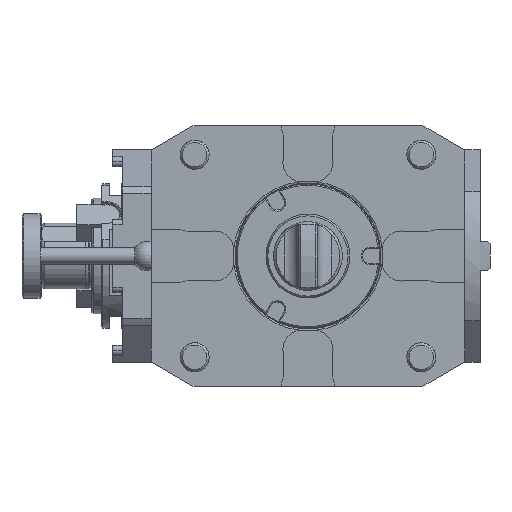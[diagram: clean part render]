
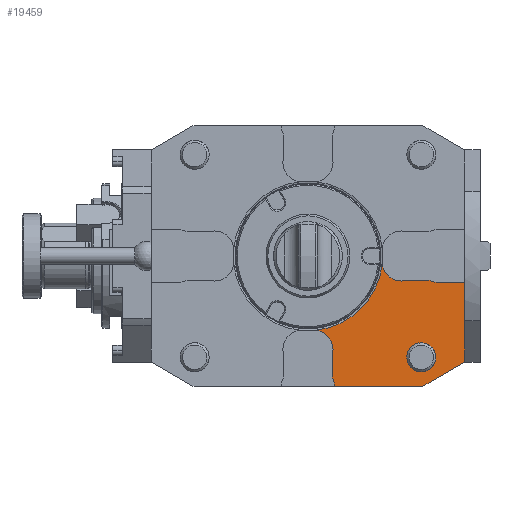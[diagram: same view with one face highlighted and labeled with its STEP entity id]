
A CAD part, front view. The second image highlights one B-rep face of the part: STEP entity #19459.
In plain terms, the highlighted planar face has unit normal (0, -1, 0).
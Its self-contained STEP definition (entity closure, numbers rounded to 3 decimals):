
#118 = EDGE_CURVE ( 'NONE', #6152, #19583, #3671, .T. ) ;
#1031 = ORIENTED_EDGE ( 'NONE', *, *, #17650, .F. ) ;
#1897 = CARTESIAN_POINT ( 'NONE',  ( 10., 43., -41.248 ) ) ;
#2161 = LINE ( 'NONE', #15389, #37537 ) ;
#2208 = CARTESIAN_POINT ( 'NONE',  ( -65., 43., -54. ) ) ;
#2798 = DIRECTION ( 'NONE',  ( 0., 1., 0. ) ) ;
#3187 = PLANE ( 'NONE',  #36195 ) ;
#3363 = EDGE_LOOP ( 'NONE', ( #29794, #9086, #1031, #32349, #14519, #28202, #9098, #24489, #11342, #12898, #32934 ) ) ;
#3480 = VERTEX_POINT ( 'NONE', #25678 ) ;
#3671 = LINE ( 'NONE', #39298, #35425 ) ;
#4385 = EDGE_CURVE ( 'NONE', #10440, #18563, #9518, .T. ) ;
#4603 = EDGE_CURVE ( 'NONE', #10440, #30246, #14923, .T. ) ;
#4704 = AXIS2_PLACEMENT_3D ( 'NONE', #24171, #20957, #17744 ) ;
#4867 = DIRECTION ( 'NONE',  ( 0., 0., -1. ) ) ;
#5141 = DIRECTION ( 'NONE',  ( 0., 0., -1. ) ) ;
#5145 = EDGE_CURVE ( 'NONE', #10513, #36615, #11000, .T. ) ;
#5500 = VECTOR ( 'NONE', #28240, 1000. ) ;
#5707 = CIRCLE ( 'NONE', #26814, 8. ) ;
#5900 = AXIS2_PLACEMENT_3D ( 'NONE', #28223, #8820, #15427 ) ;
#6152 = VERTEX_POINT ( 'NONE', #19891 ) ;
#6279 = VECTOR ( 'NONE', #24905, 1000. ) ;
#8290 = DIRECTION ( 'NONE',  ( 0., 0., 1. ) ) ;
#8466 = EDGE_CURVE ( 'NONE', #25551, #25551, #28435, .T. ) ;
#8811 = AXIS2_PLACEMENT_3D ( 'NONE', #31306, #11714, #8290 ) ;
#8820 = DIRECTION ( 'NONE',  ( 0., 1., 0. ) ) ;
#9086 = ORIENTED_EDGE ( 'NONE', *, *, #118, .T. ) ;
#9098 = ORIENTED_EDGE ( 'NONE', *, *, #37981, .T. ) ;
#9127 = LINE ( 'NONE', #25114, #6279 ) ;
#9518 = CIRCLE ( 'NONE', #4704, 8. ) ;
#9532 = CIRCLE ( 'NONE', #8811, 30.949 ) ;
#10126 = DIRECTION ( 'NONE',  ( 0.866, 0., 0.5 ) ) ;
#10251 = DIRECTION ( 'NONE',  ( 0., 0., 1. ) ) ;
#10440 = VERTEX_POINT ( 'NONE', #21942 ) ;
#10459 = DIRECTION ( 'NONE',  ( 0., 1., 0. ) ) ;
#10513 = VERTEX_POINT ( 'NONE', #15128 ) ;
#11000 = LINE ( 'NONE', #17786, #28222 ) ;
#11125 = CARTESIAN_POINT ( 'NONE',  ( 10., 43., -50.127 ) ) ;
#11342 = ORIENTED_EDGE ( 'NONE', *, *, #4385, .F. ) ;
#11714 = DIRECTION ( 'NONE',  ( 0., 1., 0. ) ) ;
#11913 = CARTESIAN_POINT ( 'NONE',  ( 65., 43., -11. ) ) ;
#12898 = ORIENTED_EDGE ( 'NONE', *, *, #4603, .T. ) ;
#13835 = VERTEX_POINT ( 'NONE', #11913 ) ;
#13885 = EDGE_CURVE ( 'NONE', #33924, #13835, #9127, .T. ) ;
#14519 = ORIENTED_EDGE ( 'NONE', *, *, #32764, .T. ) ;
#14881 = ORIENTED_EDGE ( 'NONE', *, *, #8466, .T. ) ;
#14923 = LINE ( 'NONE', #1897, #15646 ) ;
#15128 = CARTESIAN_POINT ( 'NONE',  ( 41.248, 43., -10. ) ) ;
#15389 = CARTESIAN_POINT ( 'NONE',  ( 65., 43., 54. ) ) ;
#15427 = DIRECTION ( 'NONE',  ( 0., 0., 1. ) ) ;
#15646 = VECTOR ( 'NONE', #4867, 1000. ) ;
#17590 = DIRECTION ( 'NONE',  ( 1., 0., 0. ) ) ;
#17623 = CARTESIAN_POINT ( 'NONE',  ( 30.787, 43., -3.166 ) ) ;
#17650 = EDGE_CURVE ( 'NONE', #13835, #19583, #2161, .T. ) ;
#17744 = DIRECTION ( 'NONE',  ( 0., 0., -1. ) ) ;
#17786 = CARTESIAN_POINT ( 'NONE',  ( 41.248, 43., -10. ) ) ;
#18391 = LINE ( 'NONE', #2208, #5500 ) ;
#18563 = VERTEX_POINT ( 'NONE', #36411 ) ;
#19078 = VERTEX_POINT ( 'NONE', #17623 ) ;
#19459 = ADVANCED_FACE ( 'Defeature completata1_18', ( #32413, #31208 ), #3187, .F. ) ;
#19583 = VERTEX_POINT ( 'NONE', #27732 ) ;
#19891 = CARTESIAN_POINT ( 'NONE',  ( 47.679, 43., -54. ) ) ;
#20124 = AXIS2_PLACEMENT_3D ( 'NONE', #27324, #20689, #30923 ) ;
#20689 = DIRECTION ( 'NONE',  ( 0., -1., 0. ) ) ;
#20957 = DIRECTION ( 'NONE',  ( 0., -1., 0. ) ) ;
#21906 = CARTESIAN_POINT ( 'NONE',  ( 47., 43., -36. ) ) ;
#21942 = CARTESIAN_POINT ( 'NONE',  ( 10., 43., -41.248 ) ) ;
#23275 = EDGE_CURVE ( 'NONE', #19078, #18563, #9532, .T. ) ;
#23451 = CARTESIAN_POINT ( 'NONE',  ( 132.4, 43., 0. ) ) ;
#23942 = DIRECTION ( 'NONE',  ( 0., 0., 1. ) ) ;
#24171 = CARTESIAN_POINT ( 'NONE',  ( 2.4, 43., -38.75 ) ) ;
#24489 = ORIENTED_EDGE ( 'NONE', *, *, #23275, .T. ) ;
#24905 = DIRECTION ( 'NONE',  ( 1., 0., 0. ) ) ;
#25114 = CARTESIAN_POINT ( 'NONE',  ( 54., 43., -11. ) ) ;
#25551 = VERTEX_POINT ( 'NONE', #21906 ) ;
#25678 = CARTESIAN_POINT ( 'NONE',  ( 11., 43., -54. ) ) ;
#25952 = EDGE_CURVE ( 'NONE', #3480, #6152, #18391, .T. ) ;
#26142 = CARTESIAN_POINT ( 'NONE',  ( 54., 43., -11. ) ) ;
#26331 = CIRCLE ( 'NONE', #5900, 8. ) ;
#26814 = AXIS2_PLACEMENT_3D ( 'NONE', #32019, #2798, #34771 ) ;
#27324 = CARTESIAN_POINT ( 'NONE',  ( 3., 43., -54. ) ) ;
#27732 = CARTESIAN_POINT ( 'NONE',  ( 65., 43., -44. ) ) ;
#27849 = CARTESIAN_POINT ( 'NONE',  ( 50.127, 43., -10. ) ) ;
#28202 = ORIENTED_EDGE ( 'NONE', *, *, #5145, .F. ) ;
#28222 = VECTOR ( 'NONE', #17590, 1000. ) ;
#28223 = CARTESIAN_POINT ( 'NONE',  ( 54., 43., -3. ) ) ;
#28240 = DIRECTION ( 'NONE',  ( 1., 0., 0. ) ) ;
#28435 = CIRCLE ( 'NONE', #35876, 6. ) ;
#29794 = ORIENTED_EDGE ( 'NONE', *, *, #25952, .T. ) ;
#30106 = DIRECTION ( 'NONE',  ( 0., 1., 0. ) ) ;
#30246 = VERTEX_POINT ( 'NONE', #11125 ) ;
#30923 = DIRECTION ( 'NONE',  ( 0., 0., -1. ) ) ;
#31208 = FACE_OUTER_BOUND ( 'NONE', #3363, .T. ) ;
#31306 = CARTESIAN_POINT ( 'NONE',  ( 0., 43., 0. ) ) ;
#31835 = EDGE_CURVE ( 'NONE', #3480, #30246, #38507, .T. ) ;
#32019 = CARTESIAN_POINT ( 'NONE',  ( 38.75, 43., -2.4 ) ) ;
#32349 = ORIENTED_EDGE ( 'NONE', *, *, #13885, .F. ) ;
#32413 = FACE_BOUND ( 'NONE', #39496, .T. ) ;
#32764 = EDGE_CURVE ( 'NONE', #33924, #36615, #26331, .T. ) ;
#32934 = ORIENTED_EDGE ( 'NONE', *, *, #31835, .F. ) ;
#33924 = VERTEX_POINT ( 'NONE', #26142 ) ;
#34771 = DIRECTION ( 'NONE',  ( 0., 0., 1. ) ) ;
#35425 = VECTOR ( 'NONE', #10126, 1000. ) ;
#35876 = AXIS2_PLACEMENT_3D ( 'NONE', #39934, #30106, #23942 ) ;
#36195 = AXIS2_PLACEMENT_3D ( 'NONE', #23451, #10459, #10251 ) ;
#36411 = CARTESIAN_POINT ( 'NONE',  ( 3.166, 43., -30.787 ) ) ;
#36615 = VERTEX_POINT ( 'NONE', #27849 ) ;
#37537 = VECTOR ( 'NONE', #5141, 1000. ) ;
#37981 = EDGE_CURVE ( 'NONE', #10513, #19078, #5707, .T. ) ;
#38507 = CIRCLE ( 'NONE', #20124, 8. ) ;
#39298 = CARTESIAN_POINT ( 'NONE',  ( 134.603, 43., -3.815 ) ) ;
#39496 = EDGE_LOOP ( 'NONE', ( #14881 ) ) ;
#39934 = CARTESIAN_POINT ( 'NONE',  ( 47., 43., -42. ) ) ;
